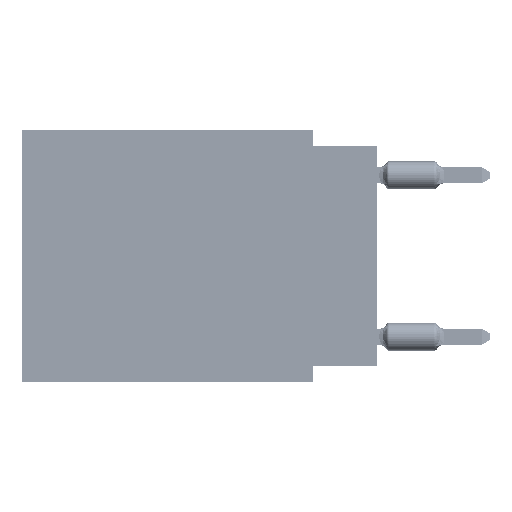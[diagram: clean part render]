
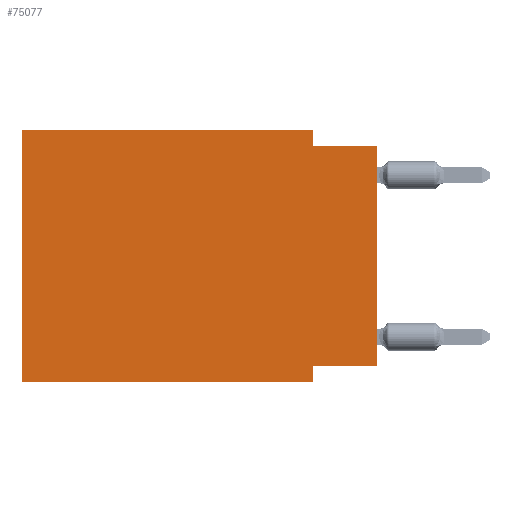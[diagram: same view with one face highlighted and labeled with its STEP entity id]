
A CAD part, left-side view. The second image highlights one B-rep face of the part: STEP entity #75077.
In plain terms, the highlighted planar face has unit normal (-1, 0, 0).
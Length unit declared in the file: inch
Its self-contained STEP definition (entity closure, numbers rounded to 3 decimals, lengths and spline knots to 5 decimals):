
#3192 = LINE ( 'NONE', #44733, #24275 ) ;
#3322 = CARTESIAN_POINT ( 'NONE',  ( 0., 0.1, -0.39 ) ) ;
#4396 = CARTESIAN_POINT ( 'NONE',  ( 0., 0.55, 0. ) ) ;
#6022 = DIRECTION ( 'NONE',  ( 0., 0., -1. ) ) ;
#7037 = VERTEX_POINT ( 'NONE', #23265 ) ;
#7839 = VERTEX_POINT ( 'NONE', #3322 ) ;
#8345 = DIRECTION ( 'NONE',  ( 0., -1., 0. ) ) ;
#8827 = ORIENTED_EDGE ( 'NONE', *, *, #21342, .F. ) ;
#9400 = LINE ( 'NONE', #32845, #34126 ) ;
#9711 = AXIS2_PLACEMENT_3D ( 'NONE', #36787, #76039, #6022 ) ;
#10192 = LINE ( 'NONE', #4396, #75351 ) ;
#11199 = DIRECTION ( 'NONE',  ( 0., -1., 0. ) ) ;
#13752 = CARTESIAN_POINT ( 'NONE',  ( 0., 0.1, -0.39 ) ) ;
#14566 = VERTEX_POINT ( 'NONE', #56974 ) ;
#16284 = VECTOR ( 'NONE', #65720, 39.37008 ) ;
#17024 = CARTESIAN_POINT ( 'NONE',  ( 0., 0.1, 0. ) ) ;
#17288 = EDGE_LOOP ( 'NONE', ( #50120, #8827, #38978, #57822, #36996, #71031, #57929, #24827 ) ) ;
#18303 = VERTEX_POINT ( 'NONE', #35433 ) ;
#21342 = EDGE_CURVE ( 'NONE', #37639, #62584, #63534, .T. ) ;
#23265 = CARTESIAN_POINT ( 'NONE',  ( 0., 0.55, -0.39 ) ) ;
#24163 = CARTESIAN_POINT ( 'NONE',  ( 0., 0.55, 0. ) ) ;
#24275 = VECTOR ( 'NONE', #73611, 39.37008 ) ;
#24827 = ORIENTED_EDGE ( 'NONE', *, *, #47246, .F. ) ;
#26454 = CARTESIAN_POINT ( 'NONE',  ( 0., 0.55, 0. ) ) ;
#28294 = CARTESIAN_POINT ( 'NONE',  ( 0., 0.1, -0.025 ) ) ;
#32010 = VECTOR ( 'NONE', #36826, 39.37008 ) ;
#32845 = CARTESIAN_POINT ( 'NONE',  ( 0., 0., 0. ) ) ;
#33515 = EDGE_CURVE ( 'NONE', #7037, #56719, #59552, .T. ) ;
#34126 = VECTOR ( 'NONE', #74780, 39.37008 ) ;
#35433 = CARTESIAN_POINT ( 'NONE',  ( 0., 0., -0.365 ) ) ;
#36260 = CARTESIAN_POINT ( 'NONE',  ( 0., 0.1, -0.365 ) ) ;
#36395 = EDGE_CURVE ( 'NONE', #7037, #7839, #49854, .T. ) ;
#36787 = CARTESIAN_POINT ( 'NONE',  ( 0., 0.55, 0. ) ) ;
#36826 = DIRECTION ( 'NONE',  ( 0., 0., -1. ) ) ;
#36996 = ORIENTED_EDGE ( 'NONE', *, *, #33515, .F. ) ;
#37639 = VERTEX_POINT ( 'NONE', #28294 ) ;
#38978 = ORIENTED_EDGE ( 'NONE', *, *, #54333, .F. ) ;
#39415 = DIRECTION ( 'NONE',  ( 0., -1., 0. ) ) ;
#39815 = VECTOR ( 'NONE', #11199, 39.37008 ) ;
#41808 = PLANE ( 'NONE',  #9711 ) ;
#44733 = CARTESIAN_POINT ( 'NONE',  ( 0., 0., -0.365 ) ) ;
#46437 = VERTEX_POINT ( 'NONE', #36260 ) ;
#47246 = EDGE_CURVE ( 'NONE', #18303, #46437, #3192, .T. ) ;
#49483 = EDGE_CURVE ( 'NONE', #46437, #7839, #66093, .T. ) ;
#49854 = LINE ( 'NONE', #73340, #53012 ) ;
#50120 = ORIENTED_EDGE ( 'NONE', *, *, #63355, .T. ) ;
#52421 = DIRECTION ( 'NONE',  ( 0., 0., -1. ) ) ;
#53012 = VECTOR ( 'NONE', #8345, 39.37008 ) ;
#54333 = EDGE_CURVE ( 'NONE', #14566, #37639, #69741, .T. ) ;
#56719 = VERTEX_POINT ( 'NONE', #26454 ) ;
#56974 = CARTESIAN_POINT ( 'NONE',  ( 0., 0.1, 0. ) ) ;
#57358 = CARTESIAN_POINT ( 'NONE',  ( 0., 0., -0.025 ) ) ;
#57822 = ORIENTED_EDGE ( 'NONE', *, *, #66450, .F. ) ;
#57929 = ORIENTED_EDGE ( 'NONE', *, *, #49483, .F. ) ;
#59552 = LINE ( 'NONE', #24163, #16284 ) ;
#62584 = VERTEX_POINT ( 'NONE', #71257 ) ;
#63355 = EDGE_CURVE ( 'NONE', #18303, #62584, #9400, .T. ) ;
#63534 = LINE ( 'NONE', #57358, #39815 ) ;
#65720 = DIRECTION ( 'NONE',  ( 0., 0., 1. ) ) ;
#66056 = FACE_OUTER_BOUND ( 'NONE', #17288, .T. ) ;
#66093 = LINE ( 'NONE', #13752, #32010 ) ;
#66450 = EDGE_CURVE ( 'NONE', #56719, #14566, #10192, .T. ) ;
#66761 = VECTOR ( 'NONE', #52421, 39.37008 ) ;
#69741 = LINE ( 'NONE', #17024, #66761 ) ;
#71031 = ORIENTED_EDGE ( 'NONE', *, *, #36395, .T. ) ;
#71257 = CARTESIAN_POINT ( 'NONE',  ( 0., 0., -0.025 ) ) ;
#73340 = CARTESIAN_POINT ( 'NONE',  ( 0., 0.55, -0.39 ) ) ;
#73611 = DIRECTION ( 'NONE',  ( 0., 1., 0. ) ) ;
#74780 = DIRECTION ( 'NONE',  ( 0., 0., 1. ) ) ;
#75077 = ADVANCED_FACE ( 'NONE', ( #66056 ), #41808, .F. ) ;
#75351 = VECTOR ( 'NONE', #39415, 39.37008 ) ;
#76039 = DIRECTION ( 'NONE',  ( 1., 0., 0. ) ) ;
